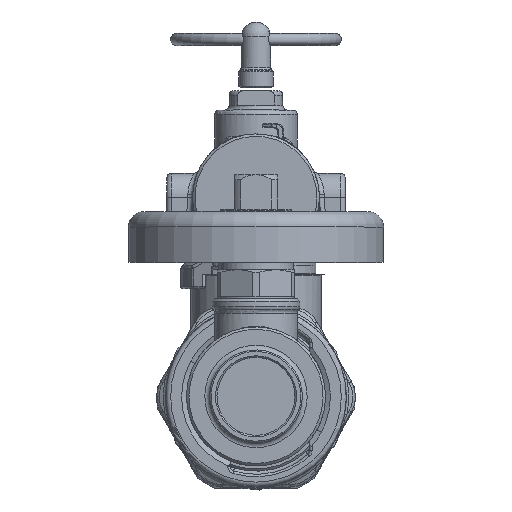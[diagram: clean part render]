
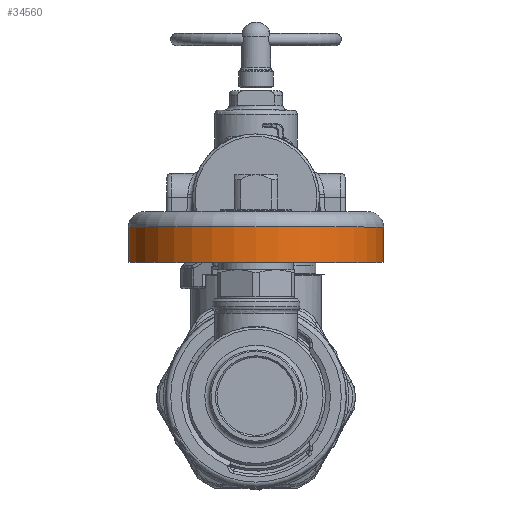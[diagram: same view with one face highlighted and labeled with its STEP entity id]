
A CAD part, top view. The second image highlights one B-rep face of the part: STEP entity #34560.
In plain terms, the highlighted cylindrical face has radius 26.162 mm (diameter 52.324 mm), a full revolution.
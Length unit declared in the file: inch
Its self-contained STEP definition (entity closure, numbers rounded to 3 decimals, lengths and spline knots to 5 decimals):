
#5186=FACE_OUTER_BOUND('',#7516,.T.);
#7516=EDGE_LOOP('',(#31354,#31355,#31356,#31357,#31358));
#11016=CIRCLE('',#38329,1.03);
#11017=CIRCLE('',#38330,1.03);
#11018=CIRCLE('',#38332,1.03);
#12209=LINE('',#140862,#13354);
#13354=VECTOR('',#46626,1.03);
#16219=VERTEX_POINT('',#140855);
#16220=VERTEX_POINT('',#140857);
#16221=VERTEX_POINT('',#140861);
#21279=EDGE_CURVE('',#16219,#16220,#11016,.T.);
#21280=EDGE_CURVE('',#16220,#16219,#11017,.T.);
#21281=EDGE_CURVE('',#16220,#16221,#12209,.T.);
#21282=EDGE_CURVE('',#16221,#16221,#11018,.T.);
#31354=ORIENTED_EDGE('',*,*,#21280,.F.);
#31355=ORIENTED_EDGE('',*,*,#21281,.T.);
#31356=ORIENTED_EDGE('',*,*,#21282,.F.);
#31357=ORIENTED_EDGE('',*,*,#21281,.F.);
#31358=ORIENTED_EDGE('',*,*,#21279,.F.);
#32382=CYLINDRICAL_SURFACE('',#38331,1.03);
#34560=ADVANCED_FACE('',(#5186),#32382,.T.);
#38329=AXIS2_PLACEMENT_3D('',#140858,#46620,#46621);
#38330=AXIS2_PLACEMENT_3D('',#140859,#46622,#46623);
#38331=AXIS2_PLACEMENT_3D('',#140860,#46624,#46625);
#38332=AXIS2_PLACEMENT_3D('',#140863,#46627,#46628);
#46620=DIRECTION('center_axis',(1.,0.,0.));
#46621=DIRECTION('ref_axis',(0.,1.,0.));
#46622=DIRECTION('center_axis',(1.,0.,0.));
#46623=DIRECTION('ref_axis',(0.,1.,0.));
#46624=DIRECTION('center_axis',(1.,0.,0.));
#46625=DIRECTION('ref_axis',(0.,1.,0.));
#46626=DIRECTION('',(-1.,0.,0.));
#46627=DIRECTION('center_axis',(-1.,0.,0.));
#46628=DIRECTION('ref_axis',(0.,1.,0.));
#140855=CARTESIAN_POINT('',(1.3674,1.03,0.));
#140857=CARTESIAN_POINT('',(1.3674,-1.03,0.));
#140858=CARTESIAN_POINT('Origin',(1.3674,0.,0.));
#140859=CARTESIAN_POINT('Origin',(1.3674,0.,0.));
#140860=CARTESIAN_POINT('Origin',(1.0824,0.,0.));
#140861=CARTESIAN_POINT('',(1.0824,-1.03,0.));
#140862=CARTESIAN_POINT('',(1.0824,-1.03,0.));
#140863=CARTESIAN_POINT('Origin',(1.0824,0.,0.));
